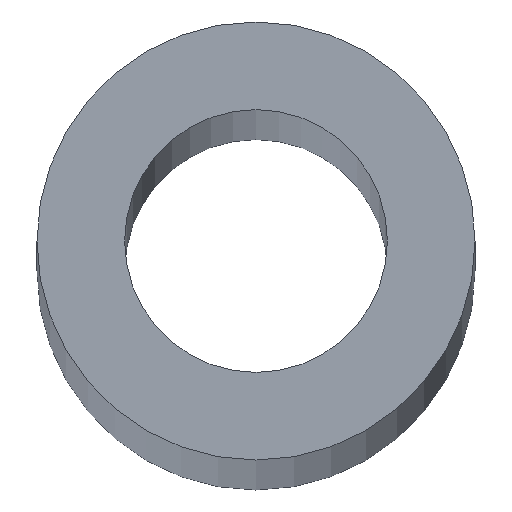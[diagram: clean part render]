
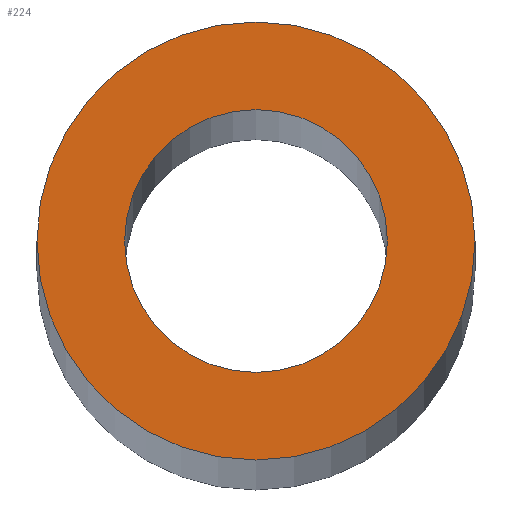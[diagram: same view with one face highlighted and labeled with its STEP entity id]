
A CAD part, top view. The second image highlights one B-rep face of the part: STEP entity #224.
In plain terms, the highlighted planar face has unit normal (0, 0, 1).
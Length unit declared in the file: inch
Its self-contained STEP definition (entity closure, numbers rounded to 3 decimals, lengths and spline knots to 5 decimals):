
#11 = EDGE_LOOP ( 'NONE', ( #27, #48 ) ) ;
#12 = EDGE_LOOP ( 'NONE', ( #66, #146 ) ) ;
#19 = EDGE_CURVE ( 'NONE', #243, #186, #102, .T. ) ;
#22 = DIRECTION ( 'NONE',  ( 1., 0., 0. ) ) ;
#27 = ORIENTED_EDGE ( 'NONE', *, *, #214, .T. ) ;
#31 = CARTESIAN_POINT ( 'NONE',  ( -0.015, 0., 0. ) ) ;
#33 = DIRECTION ( 'NONE',  ( 0., 0., 1. ) ) ;
#36 = CARTESIAN_POINT ( 'NONE',  ( 0., 0., 0. ) ) ;
#46 = DIRECTION ( 'NONE',  ( 0., 0., 1. ) ) ;
#48 = ORIENTED_EDGE ( 'NONE', *, *, #61, .T. ) ;
#55 = DIRECTION ( 'NONE',  ( 1., 0., 0. ) ) ;
#61 = EDGE_CURVE ( 'NONE', #184, #144, #206, .T. ) ;
#66 = ORIENTED_EDGE ( 'NONE', *, *, #110, .F. ) ;
#68 = CIRCLE ( 'NONE', #213, 0.025 ) ;
#76 = DIRECTION ( 'NONE',  ( 0., 0., 1. ) ) ;
#81 = AXIS2_PLACEMENT_3D ( 'NONE', #36, #171, #250 ) ;
#87 = CARTESIAN_POINT ( 'NONE',  ( 0., 0., 0. ) ) ;
#92 = CARTESIAN_POINT ( 'NONE',  ( -0.025, 0., 0. ) ) ;
#94 = DIRECTION ( 'NONE',  ( 0., 0., 1. ) ) ;
#102 = CIRCLE ( 'NONE', #218, 0.015 ) ;
#109 = CARTESIAN_POINT ( 'NONE',  ( 0., 0., 0. ) ) ;
#110 = EDGE_CURVE ( 'NONE', #186, #243, #209, .T. ) ;
#122 = DIRECTION ( 'NONE',  ( 1., 0., 0. ) ) ;
#124 = AXIS2_PLACEMENT_3D ( 'NONE', #247, #33, #231 ) ;
#129 = PLANE ( 'NONE',  #169 ) ;
#144 = VERTEX_POINT ( 'NONE', #251 ) ;
#146 = ORIENTED_EDGE ( 'NONE', *, *, #19, .F. ) ;
#169 = AXIS2_PLACEMENT_3D ( 'NONE', #212, #94, #22 ) ;
#171 = DIRECTION ( 'NONE',  ( 0., 0., 1. ) ) ;
#175 = FACE_BOUND ( 'NONE', #12, .T. ) ;
#184 = VERTEX_POINT ( 'NONE', #92 ) ;
#186 = VERTEX_POINT ( 'NONE', #232 ) ;
#194 = FACE_OUTER_BOUND ( 'NONE', #11, .T. ) ;
#206 = CIRCLE ( 'NONE', #124, 0.025 ) ;
#209 = CIRCLE ( 'NONE', #81, 0.015 ) ;
#212 = CARTESIAN_POINT ( 'NONE',  ( 0., 0., 0. ) ) ;
#213 = AXIS2_PLACEMENT_3D ( 'NONE', #109, #76, #55 ) ;
#214 = EDGE_CURVE ( 'NONE', #144, #184, #68, .T. ) ;
#218 = AXIS2_PLACEMENT_3D ( 'NONE', #87, #46, #122 ) ;
#224 = ADVANCED_FACE ( 'NONE', ( #175, #194 ), #129, .T. ) ;
#231 = DIRECTION ( 'NONE',  ( 1., 0., 0. ) ) ;
#232 = CARTESIAN_POINT ( 'NONE',  ( 0.015, 0., 0. ) ) ;
#243 = VERTEX_POINT ( 'NONE', #31 ) ;
#247 = CARTESIAN_POINT ( 'NONE',  ( 0., 0., 0. ) ) ;
#250 = DIRECTION ( 'NONE',  ( 1., 0., 0. ) ) ;
#251 = CARTESIAN_POINT ( 'NONE',  ( 0.025, 0., 0. ) ) ;
